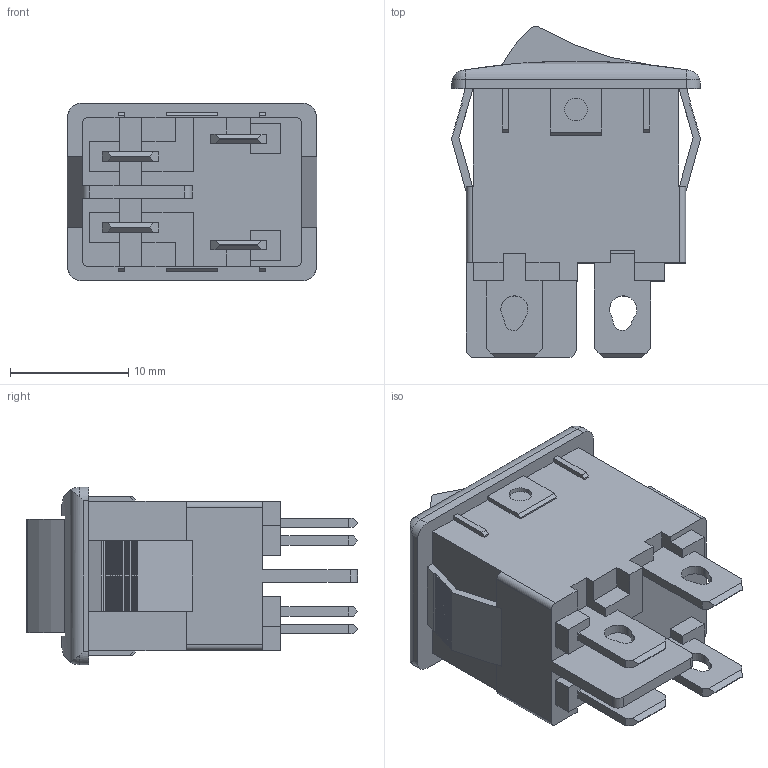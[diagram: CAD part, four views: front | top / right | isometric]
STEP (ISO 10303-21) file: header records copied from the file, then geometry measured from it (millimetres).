
FILE_DESCRIPTION (( 'STEP AP214' ), '1' );
FILE_NAME ('Inter ON-OFF.STEP', '2014-07-13T17:02:25', ( 'Adrien' ), ( '' ), 'SwSTEP 2.0', 'SolidWorks 2013', '' );
FILE_SCHEMA (( 'AUTOMOTIVE_DESIGN' ));
Length unit declared in the file: inch
Products named in the file (1): Inter ON-OFF
Bounding box: 21.13 x 27.99 x 15.01 mm (x, y, z)
Volume: 4255.5 mm3; surface area: 2838.2 mm2
Topology: 2 solids, 2 shells, 296 faces, 874 edges, 584 vertices
Faces by surface type: plane 242, cylinder 50, torus 4
Entity records: 13596 total; most frequent: CARTESIAN_POINT 1905, ORIENTED_EDGE 1748, DIRECTION 1540, EDGE_CURVE 874, LINE 762, VECTOR 762, VERTEX_POINT 584, AXIS2_PLACEMENT_3D 389
